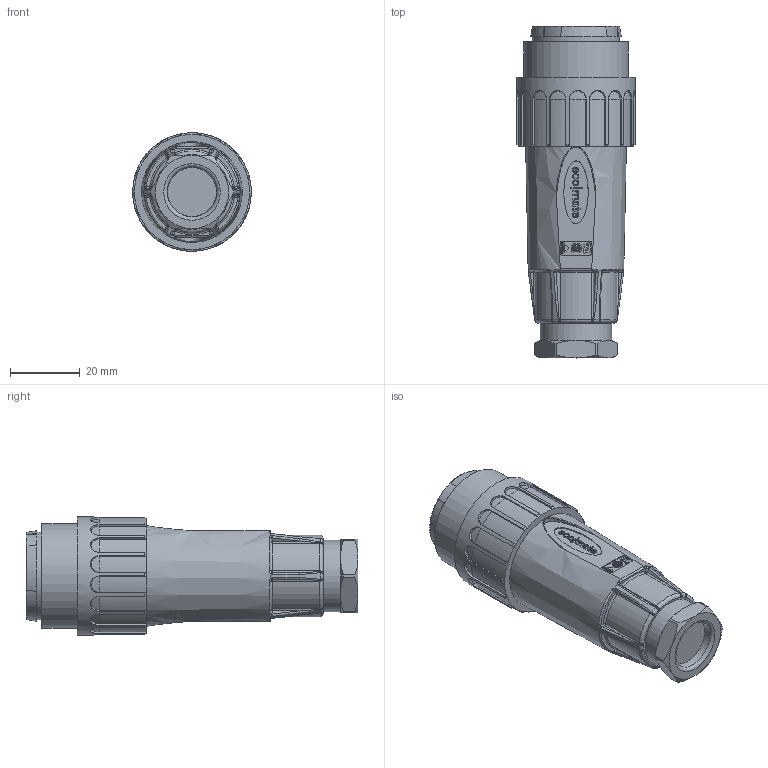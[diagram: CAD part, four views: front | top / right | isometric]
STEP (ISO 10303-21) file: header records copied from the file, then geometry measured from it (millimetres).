
FILE_DESCRIPTION(/* description */ (''),/* implementation_level */ '2;1');
FILE_NAME(/* name */ 'c016 10i014 003 1nxc001-01.stp',/* time_stamp */ '2020-11-16T13:22:58+01:00',/* author */ (''),/* organization */ (''),/* preprocessor_version */ 'ST-DEVELOPER v16.7',/* originating_system */ 'SIEMENS PLM Software NX 12.0',/* authorisation */ '');
FILE_SCHEMA (('AUTOMOTIVE_DESIGN { 1 0 10303 214 3 1 1 1 }'));
Length unit declared in the file: millimetre
Products named in the file (1): c016 10i014 003 1nxc001-01
Bounding box: 34 x 95.22 x 34 mm (x, y, z)
Volume: 51952.4 mm3; surface area: 12402.6 mm2
Topology: 1 solids, 1 shells, 1059 faces, 2877 edges, 1854 vertices
Faces by surface type: plane 555, cylinder 206, bspline 163, cone 60, torus 38, sphere 30, extrusion 7
Full cylindrical faces by diameter (mm): 18 x1, 20.4 x1, 22.1 x1, 25 x1, 30 x1, 34 x1
Entity records: 36019 total; most frequent: CARTESIAN_POINT 11109, ORIENTED_EDGE 5610, DIRECTION 4675, EDGE_CURVE 2805, VERTEX_POINT 1825, VECTOR 1567, LINE 1560, AXIS2_PLACEMENT_3D 1554
